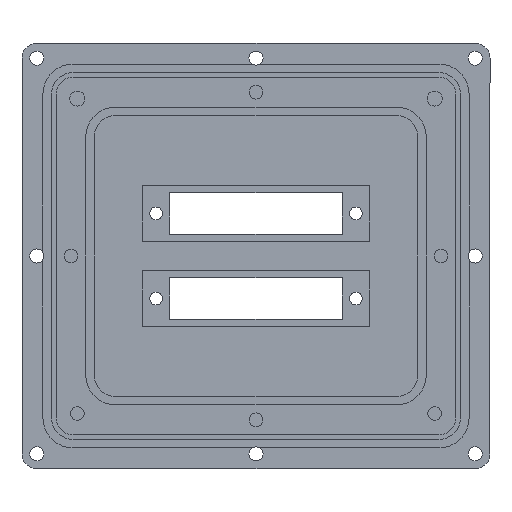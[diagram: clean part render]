
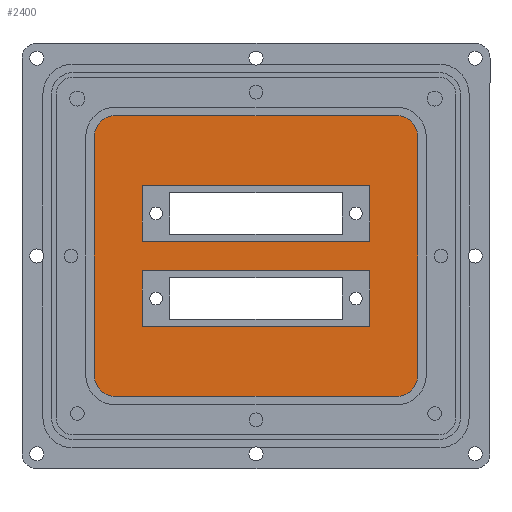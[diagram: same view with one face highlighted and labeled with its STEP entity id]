
A CAD part, front view. The second image highlights one B-rep face of the part: STEP entity #2400.
In plain terms, the highlighted planar face has unit normal (0, -1, 0).
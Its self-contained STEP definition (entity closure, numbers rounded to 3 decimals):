
#63=FACE_BOUND('',#481,.T.);
#64=FACE_BOUND('',#482,.T.);
#91=CIRCLE('',#2478,5.);
#93=CIRCLE('',#2482,5.);
#95=CIRCLE('',#2486,5.);
#97=CIRCLE('',#2490,5.);
#324=FACE_OUTER_BOUND('',#480,.T.);
#480=EDGE_LOOP('',(#1913,#1914,#1915,#1916,#1917,#1918,#1919,#1920));
#481=EDGE_LOOP('',(#1921,#1922,#1923,#1924));
#482=EDGE_LOOP('',(#1925,#1926,#1927,#1928));
#569=LINE('',#3444,#793);
#574=LINE('',#3458,#798);
#578=LINE('',#3470,#802);
#582=LINE('',#3482,#806);
#633=LINE('',#3679,#857);
#637=LINE('',#3687,#861);
#640=LINE('',#3693,#864);
#643=LINE('',#3698,#867);
#649=LINE('',#3716,#873);
#653=LINE('',#3724,#877);
#656=LINE('',#3730,#880);
#659=LINE('',#3735,#883);
#793=VECTOR('',#2726,10.);
#798=VECTOR('',#2739,10.);
#802=VECTOR('',#2751,10.);
#806=VECTOR('',#2763,10.);
#857=VECTOR('',#2964,10.);
#861=VECTOR('',#2970,10.);
#864=VECTOR('',#2975,10.);
#867=VECTOR('',#2980,10.);
#873=VECTOR('',#2994,10.);
#877=VECTOR('',#3000,10.);
#880=VECTOR('',#3005,10.);
#883=VECTOR('',#3010,10.);
#1017=VERTEX_POINT('',#3442);
#1018=VERTEX_POINT('',#3443);
#1021=VERTEX_POINT('',#3451);
#1023=VERTEX_POINT('',#3457);
#1025=VERTEX_POINT('',#3463);
#1027=VERTEX_POINT('',#3469);
#1029=VERTEX_POINT('',#3475);
#1031=VERTEX_POINT('',#3481);
#1101=VERTEX_POINT('',#3677);
#1102=VERTEX_POINT('',#3678);
#1105=VERTEX_POINT('',#3686);
#1107=VERTEX_POINT('',#3692);
#1115=VERTEX_POINT('',#3714);
#1116=VERTEX_POINT('',#3715);
#1119=VERTEX_POINT('',#3723);
#1121=VERTEX_POINT('',#3729);
#1241=EDGE_CURVE('',#1017,#1018,#569,.T.);
#1245=EDGE_CURVE('',#1021,#1017,#91,.T.);
#1248=EDGE_CURVE('',#1023,#1021,#574,.T.);
#1251=EDGE_CURVE('',#1025,#1023,#93,.T.);
#1254=EDGE_CURVE('',#1027,#1025,#578,.T.);
#1257=EDGE_CURVE('',#1029,#1027,#95,.T.);
#1260=EDGE_CURVE('',#1031,#1029,#582,.T.);
#1263=EDGE_CURVE('',#1018,#1031,#97,.T.);
#1357=EDGE_CURVE('',#1101,#1102,#633,.T.);
#1361=EDGE_CURVE('',#1105,#1101,#637,.T.);
#1364=EDGE_CURVE('',#1107,#1105,#640,.T.);
#1367=EDGE_CURVE('',#1102,#1107,#643,.T.);
#1375=EDGE_CURVE('',#1115,#1116,#649,.T.);
#1379=EDGE_CURVE('',#1119,#1115,#653,.T.);
#1382=EDGE_CURVE('',#1121,#1119,#656,.T.);
#1385=EDGE_CURVE('',#1116,#1121,#659,.T.);
#1913=ORIENTED_EDGE('',*,*,#1241,.T.);
#1914=ORIENTED_EDGE('',*,*,#1263,.T.);
#1915=ORIENTED_EDGE('',*,*,#1260,.T.);
#1916=ORIENTED_EDGE('',*,*,#1257,.T.);
#1917=ORIENTED_EDGE('',*,*,#1254,.T.);
#1918=ORIENTED_EDGE('',*,*,#1251,.T.);
#1919=ORIENTED_EDGE('',*,*,#1248,.T.);
#1920=ORIENTED_EDGE('',*,*,#1245,.T.);
#1921=ORIENTED_EDGE('',*,*,#1357,.T.);
#1922=ORIENTED_EDGE('',*,*,#1367,.T.);
#1923=ORIENTED_EDGE('',*,*,#1364,.T.);
#1924=ORIENTED_EDGE('',*,*,#1361,.T.);
#1925=ORIENTED_EDGE('',*,*,#1375,.T.);
#1926=ORIENTED_EDGE('',*,*,#1385,.T.);
#1927=ORIENTED_EDGE('',*,*,#1382,.T.);
#1928=ORIENTED_EDGE('',*,*,#1379,.T.);
#2306=PLANE('',#2597);
#2400=ADVANCED_FACE('',(#324,#63,#64),#2306,.F.);
#2478=AXIS2_PLACEMENT_3D('',#3452,#2732,#2733);
#2482=AXIS2_PLACEMENT_3D('',#3464,#2744,#2745);
#2486=AXIS2_PLACEMENT_3D('',#3476,#2756,#2757);
#2490=AXIS2_PLACEMENT_3D('',#3487,#2768,#2769);
#2597=AXIS2_PLACEMENT_3D('',#3790,#3082,#3083);
#2726=DIRECTION('',(-1.,0.,0.));
#2732=DIRECTION('center_axis',(0.,-1.,0.));
#2733=DIRECTION('ref_axis',(0.,0.,1.));
#2739=DIRECTION('',(0.,0.,1.));
#2744=DIRECTION('center_axis',(0.,-1.,0.));
#2745=DIRECTION('ref_axis',(1.,0.,0.));
#2751=DIRECTION('',(1.,0.,0.));
#2756=DIRECTION('center_axis',(0.,-1.,0.));
#2757=DIRECTION('ref_axis',(0.,0.,-1.));
#2763=DIRECTION('',(0.,0.,-1.));
#2768=DIRECTION('center_axis',(0.,-1.,0.));
#2769=DIRECTION('ref_axis',(-1.,0.,0.));
#2964=DIRECTION('',(0.,0.,1.));
#2970=DIRECTION('',(-1.,0.,0.));
#2975=DIRECTION('',(0.,0.,-1.));
#2980=DIRECTION('',(1.,0.,0.));
#2994=DIRECTION('',(0.,0.,1.));
#3000=DIRECTION('',(-1.,0.,0.));
#3005=DIRECTION('',(0.,0.,-1.));
#3010=DIRECTION('',(1.,0.,0.));
#3082=DIRECTION('center_axis',(0.,1.,0.));
#3083=DIRECTION('ref_axis',(-1.,0.,0.));
#3442=CARTESIAN_POINT('',(33.308,94.313,-128.6));
#3443=CARTESIAN_POINT('',(-32.692,94.313,-128.6));
#3444=CARTESIAN_POINT('',(16.808,94.313,-128.6));
#3451=CARTESIAN_POINT('',(38.308,94.313,-133.6));
#3452=CARTESIAN_POINT('Origin',(33.308,94.313,-133.6));
#3457=CARTESIAN_POINT('',(38.308,94.313,-189.6));
#3458=CARTESIAN_POINT('',(38.308,94.313,-175.6));
#3463=CARTESIAN_POINT('',(33.308,94.313,-194.6));
#3464=CARTESIAN_POINT('Origin',(33.308,94.313,-189.6));
#3469=CARTESIAN_POINT('',(-32.692,94.313,-194.6));
#3470=CARTESIAN_POINT('',(-16.192,94.313,-194.6));
#3475=CARTESIAN_POINT('',(-37.692,94.313,-189.6));
#3476=CARTESIAN_POINT('Origin',(-32.692,94.313,-189.6));
#3481=CARTESIAN_POINT('',(-37.692,94.313,-133.6));
#3482=CARTESIAN_POINT('',(-37.692,94.313,-147.6));
#3487=CARTESIAN_POINT('Origin',(-32.692,94.313,-133.6));
#3677=CARTESIAN_POINT('',(-26.442,94.313,-158.1));
#3678=CARTESIAN_POINT('',(-26.442,94.313,-145.1));
#3679=CARTESIAN_POINT('',(-26.442,94.313,-159.85));
#3686=CARTESIAN_POINT('',(27.058,94.313,-158.1));
#3687=CARTESIAN_POINT('',(13.683,94.313,-158.1));
#3692=CARTESIAN_POINT('',(27.058,94.313,-145.1));
#3693=CARTESIAN_POINT('',(27.058,94.313,-153.35));
#3698=CARTESIAN_POINT('',(-13.067,94.313,-145.1));
#3714=CARTESIAN_POINT('',(-26.442,94.313,-178.101));
#3715=CARTESIAN_POINT('',(-26.442,94.313,-165.101));
#3716=CARTESIAN_POINT('',(-26.442,94.313,-169.85));
#3723=CARTESIAN_POINT('',(27.058,94.313,-178.101));
#3724=CARTESIAN_POINT('',(13.683,94.313,-178.101));
#3729=CARTESIAN_POINT('',(27.058,94.313,-165.101));
#3730=CARTESIAN_POINT('',(27.058,94.313,-163.35));
#3735=CARTESIAN_POINT('',(-13.067,94.313,-165.101));
#3790=CARTESIAN_POINT('Origin',(0.308,94.313,-161.6));
